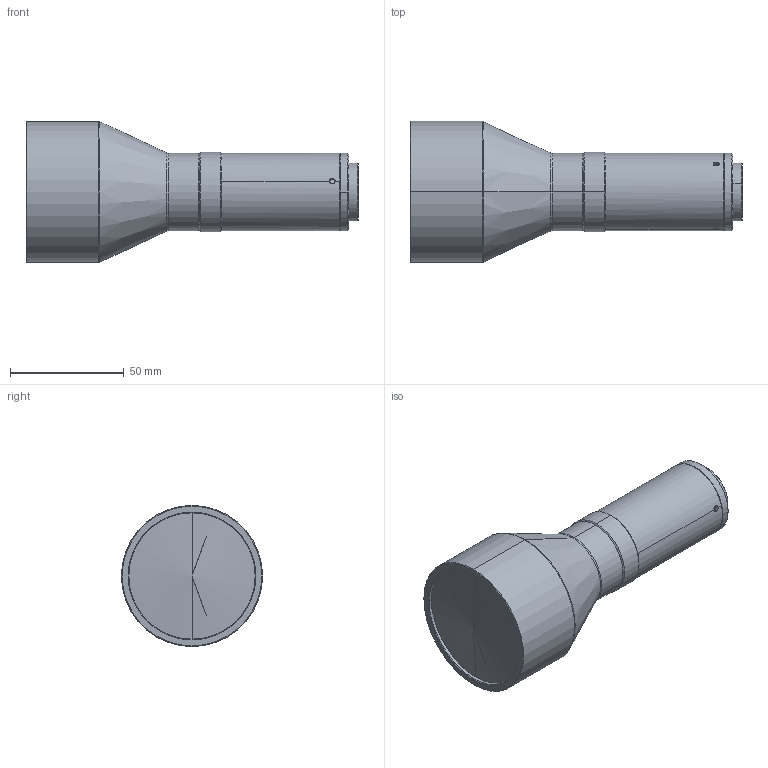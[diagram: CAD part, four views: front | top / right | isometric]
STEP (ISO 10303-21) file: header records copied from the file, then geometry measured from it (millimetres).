
FILE_DESCRIPTION (( 'STEP AP203' ), '1' );
FILE_NAME ('DTCM110-42.STEP', '2017-10-30T02:14:19', ( 'frank' ), ( '' ), 'SwSTEP 2.0', 'SolidWorks 2012', '' );
FILE_SCHEMA (( 'CONFIG_CONTROL_DESIGN' ));
Length unit declared in the file: millimetre
Products named in the file (1): DTCM110-42
Bounding box: 145.88 x 62 x 62 mm (x, y, z)
Volume: 224893.5 mm3; surface area: 24549.4 mm2
Topology: 1 solids, 1 shells, 57 faces, 129 edges, 78 vertices
Faces by surface type: cone 25, cylinder 22, plane 6, torus 2, bspline 2
Entity records: 1866 total; most frequent: CARTESIAN_POINT 517, DIRECTION 285, ORIENTED_EDGE 250, EDGE_CURVE 125, AXIS2_PLACEMENT_3D 120, VERTEX_POINT 78, EDGE_LOOP 65, CIRCLE 64
